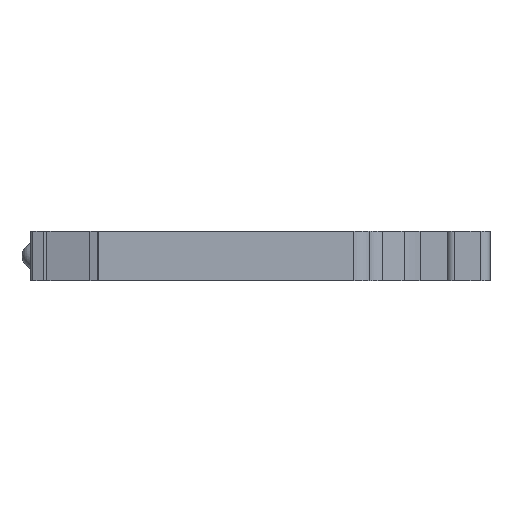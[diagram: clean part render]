
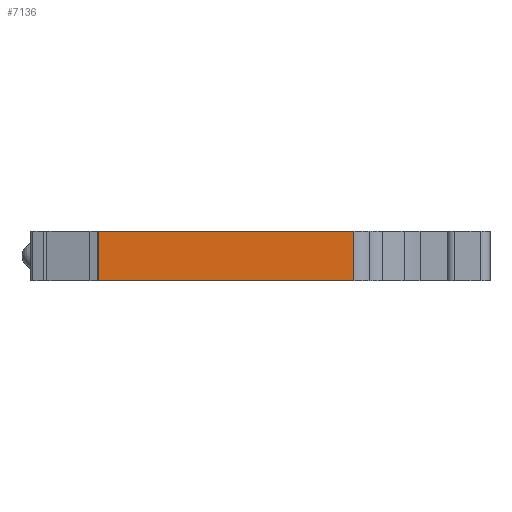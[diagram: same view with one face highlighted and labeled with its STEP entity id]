
A CAD part, left-side view. The second image highlights one B-rep face of the part: STEP entity #7136.
In plain terms, the highlighted planar face has unit normal (-1, 0, 0).
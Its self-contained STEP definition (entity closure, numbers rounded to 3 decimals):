
#352 = CARTESIAN_POINT ( 'NONE',  ( -1.942, 26.016, 5.15 ) ) ;
#539 = LINE ( 'NONE', #352, #11280 ) ;
#893 = DIRECTION ( 'NONE',  ( 0., 0., -1. ) ) ;
#925 = CARTESIAN_POINT ( 'NONE',  ( -1.942, 26.016, 5.15 ) ) ;
#1185 = CARTESIAN_POINT ( 'NONE',  ( -1.943, -0.575, 5.15 ) ) ;
#1765 = PLANE ( 'NONE',  #6280 ) ;
#1860 = VECTOR ( 'NONE', #4625, 1000. ) ;
#2101 = VERTEX_POINT ( 'NONE', #1185 ) ;
#2438 = CARTESIAN_POINT ( 'NONE',  ( -1.943, -0.575, 0. ) ) ;
#2453 = ORIENTED_EDGE ( 'NONE', *, *, #10112, .T. ) ;
#2721 = VECTOR ( 'NONE', #2830, 1000. ) ;
#2830 = DIRECTION ( 'NONE',  ( 0., -1., 0. ) ) ;
#2891 = CARTESIAN_POINT ( 'NONE',  ( -1.943, 1.845, 0. ) ) ;
#3354 = VECTOR ( 'NONE', #8772, 1000. ) ;
#4069 = CARTESIAN_POINT ( 'NONE',  ( -1.943, -0.575, -4.85 ) ) ;
#4625 = DIRECTION ( 'NONE',  ( 0., 0., -1. ) ) ;
#5134 = EDGE_CURVE ( 'NONE', #9050, #2101, #539, .T. ) ;
#5794 = EDGE_CURVE ( 'NONE', #10712, #9272, #11057, .T. ) ;
#6280 = AXIS2_PLACEMENT_3D ( 'NONE', #8121, #10923, #893 ) ;
#6417 = LINE ( 'NONE', #10050, #1860 ) ;
#6733 = ORIENTED_EDGE ( 'NONE', *, *, #5134, .F. ) ;
#7136 = ADVANCED_FACE ( 'NONE', ( #9250 ), #1765, .F. ) ;
#8121 = CARTESIAN_POINT ( 'NONE',  ( -1.942, 26.016, 5.15 ) ) ;
#8169 = ORIENTED_EDGE ( 'NONE', *, *, #5794, .T. ) ;
#8772 = DIRECTION ( 'NONE',  ( 0., 0., 1. ) ) ;
#9050 = VERTEX_POINT ( 'NONE', #925 ) ;
#9250 = FACE_OUTER_BOUND ( 'NONE', #11680, .T. ) ;
#9272 = VERTEX_POINT ( 'NONE', #2438 ) ;
#9510 = EDGE_CURVE ( 'NONE', #9050, #10712, #6417, .T. ) ;
#10050 = CARTESIAN_POINT ( 'NONE',  ( -1.942, 26.016, 5.15 ) ) ;
#10112 = EDGE_CURVE ( 'NONE', #9272, #2101, #10622, .T. ) ;
#10197 = DIRECTION ( 'NONE',  ( 0., -1., 0. ) ) ;
#10622 = LINE ( 'NONE', #4069, #3354 ) ;
#10712 = VERTEX_POINT ( 'NONE', #11185 ) ;
#10923 = DIRECTION ( 'NONE',  ( 1., 0., 0. ) ) ;
#10943 = ORIENTED_EDGE ( 'NONE', *, *, #9510, .T. ) ;
#11057 = LINE ( 'NONE', #2891, #2721 ) ;
#11185 = CARTESIAN_POINT ( 'NONE',  ( -1.942, 26.016, 0. ) ) ;
#11280 = VECTOR ( 'NONE', #10197, 1000. ) ;
#11680 = EDGE_LOOP ( 'NONE', ( #8169, #2453, #6733, #10943 ) ) ;
